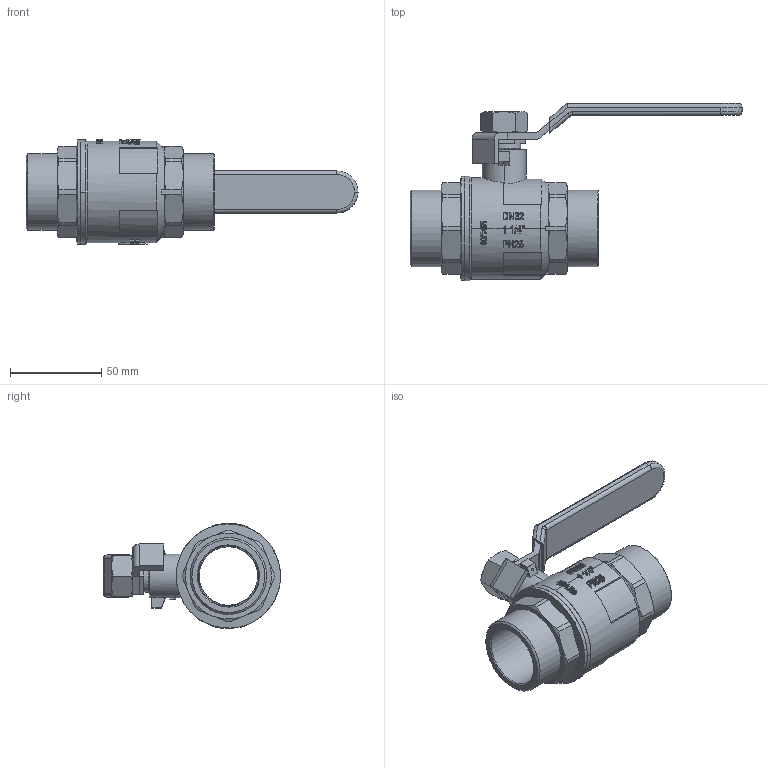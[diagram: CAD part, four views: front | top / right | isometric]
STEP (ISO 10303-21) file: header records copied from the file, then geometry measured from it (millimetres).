
FILE_DESCRIPTION(/* description */ ('Unknown','CAx-IF Rec.Pracs.---Representation and Presentation of Product Manufacturing Information (PMI)---4.0---2014-10-13','CAx-IF Rec.Pracs.---3D Tessellated Geometry---0.4---2014-09-14','2;1'),/* implementation_level */ '2;1');
FILE_NAME(/* name */ '620-07',/* time_stamp */ '2023-09-21T11:30:31+02:00',/* author */ ('Unknown'),/* organization */ ('Unknown'),/* preprocessor_version */ 'ST-DEVELOPER v18.102',/* originating_system */ 'Solid Edge',/* authorisation */ 'Unknown');
FILE_SCHEMA (('AP242_MANAGED_MODEL_BASED_3D_ENGINEERING_MIM_LF { 1 0 10303 442 1 1 4 }'));
Products named in the file (11): 620-07; Stahlgriff 1 1_4 - 1 1_2; Stahl-Griff-Ummantelung-1_1_4-1_1_2; Stahl-Griff-1_1_4-1_1_2; 600-07_Spindel; 600-07_Stopfbuchse; 610-07_Einschraubteil; 620-07_Körper; Mutter M12
Assembly tree (10 placements, depth 4):
  620-07
    Stahlgriff 1 1_4 - 1 1_2
      Stahl-Griff-Ummantelung-1_1_4-1_1_2
      Stahl-Griff-1_1_4-1_1_2
    620-07
      600-07_Spindel
        600-07_Spindel
        600-07_Stopfbuchse
      610-07_Einschraubteil
      620-07_Körper
    Mutter M12
Bounding box: 181.5 x 96.8 x 57.5 mm (x, y, z)
Volume: 104118.2 mm3; surface area: 64271.6 mm2
Topology: 7 solids, 7 shells, 1415 faces, 3998 edges, 2648 vertices
Faces by surface type: plane 1145, cylinder 176, cone 69, bspline 12, sphere 10, torus 3
Full cylindrical faces by diameter (mm): 1.5 x1, 10 x1, 13 x1, 14 x2, 14.5 x1, 15 x1, 18 x1, 20 x1, 32 x2, 33 x1, 41.91 x2, 42 x1, 52 x1, 52.002 x1, 57 x1
Entity records: 58942 total; most frequent: CARTESIAN_POINT 17369, ORIENTED_EDGE 7908, DIRECTION 4992, EDGE_CURVE 3954, VERTEX_POINT 2643, B_SPLINE_CURVE_WITH_KNOTS 2052, AXIS2_PLACEMENT_3D 1673, LINE 1646
